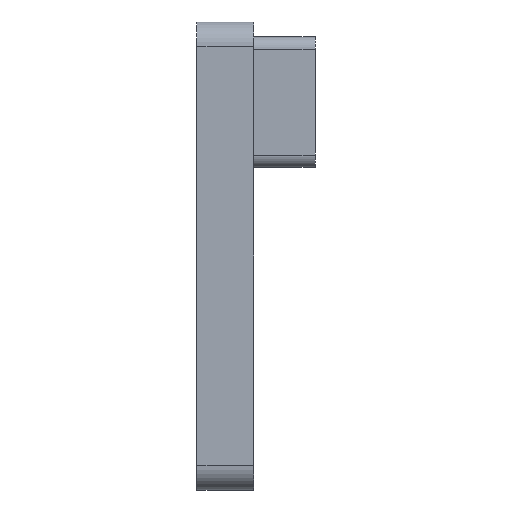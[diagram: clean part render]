
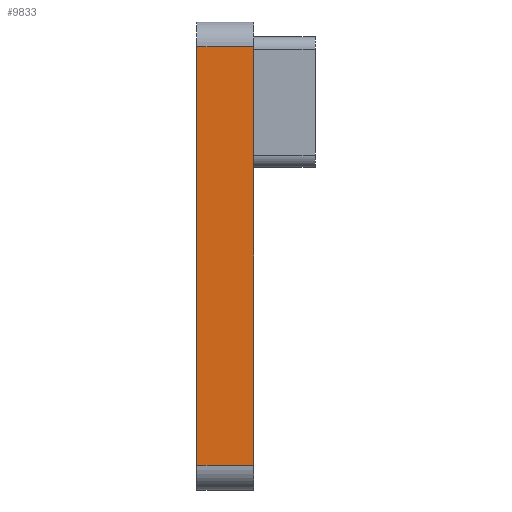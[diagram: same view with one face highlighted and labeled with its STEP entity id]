
A CAD part, front view. The second image highlights one B-rep face of the part: STEP entity #9833.
In plain terms, the highlighted planar face has unit normal (0, -1, 0).
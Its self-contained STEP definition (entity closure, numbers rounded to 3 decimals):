
#2430 = LINE ( 'NONE', #11294, #15534 ) ;
#2740 = VECTOR ( 'NONE', #2792, 1000. ) ;
#2792 = DIRECTION ( 'NONE',  ( -1., 0., 0. ) ) ;
#3083 = DIRECTION ( 'NONE',  ( 0., 0., -1. ) ) ;
#3344 = CARTESIAN_POINT ( 'NONE',  ( 1.15, -15.5, 8.5 ) ) ;
#3567 = VECTOR ( 'NONE', #3083, 1000. ) ;
#3658 = EDGE_CURVE ( 'NONE', #15983, #15273, #10738, .T. ) ;
#4910 = CARTESIAN_POINT ( 'NONE',  ( 1.15, -15.5, 8.5 ) ) ;
#5985 = ORIENTED_EDGE ( 'NONE', *, *, #18645, .T. ) ;
#6431 = EDGE_LOOP ( 'NONE', ( #5985, #10261, #19111, #8133 ) ) ;
#8087 = DIRECTION ( 'NONE',  ( 0., 0., 1. ) ) ;
#8133 = ORIENTED_EDGE ( 'NONE', *, *, #20534, .T. ) ;
#8233 = DIRECTION ( 'NONE',  ( -1., 0., 0. ) ) ;
#9833 = ADVANCED_FACE ( 'NONE', ( #15219 ), #19709, .F. ) ;
#10261 = ORIENTED_EDGE ( 'NONE', *, *, #16272, .F. ) ;
#10738 = LINE ( 'NONE', #14648, #3567 ) ;
#11294 = CARTESIAN_POINT ( 'NONE',  ( -1.15, -15.5, 8.5 ) ) ;
#11459 = CARTESIAN_POINT ( 'NONE',  ( -1.15, -15.5, 8.5 ) ) ;
#11640 = LINE ( 'NONE', #14772, #12416 ) ;
#11715 = CARTESIAN_POINT ( 'NONE',  ( -1.15, -15.5, -8.5 ) ) ;
#12122 = CARTESIAN_POINT ( 'NONE',  ( 1.15, -15.5, -8.5 ) ) ;
#12416 = VECTOR ( 'NONE', #8233, 1000. ) ;
#12652 = CARTESIAN_POINT ( 'NONE',  ( 1.15, -15.5, -8.5 ) ) ;
#14648 = CARTESIAN_POINT ( 'NONE',  ( 1.15, -15.5, 8.5 ) ) ;
#14772 = CARTESIAN_POINT ( 'NONE',  ( 1.15, -15.5, 8.5 ) ) ;
#14827 = DIRECTION ( 'NONE',  ( 0., 1., 0. ) ) ;
#15219 = FACE_OUTER_BOUND ( 'NONE', #6431, .T. ) ;
#15273 = VERTEX_POINT ( 'NONE', #12122 ) ;
#15534 = VECTOR ( 'NONE', #19685, 1000. ) ;
#15861 = LINE ( 'NONE', #12652, #2740 ) ;
#15983 = VERTEX_POINT ( 'NONE', #4910 ) ;
#16272 = EDGE_CURVE ( 'NONE', #15273, #18795, #15861, .T. ) ;
#16358 = AXIS2_PLACEMENT_3D ( 'NONE', #3344, #14827, #8087 ) ;
#18645 = EDGE_CURVE ( 'NONE', #20174, #18795, #2430, .T. ) ;
#18795 = VERTEX_POINT ( 'NONE', #11715 ) ;
#19111 = ORIENTED_EDGE ( 'NONE', *, *, #3658, .F. ) ;
#19685 = DIRECTION ( 'NONE',  ( 0., 0., -1. ) ) ;
#19709 = PLANE ( 'NONE',  #16358 ) ;
#20174 = VERTEX_POINT ( 'NONE', #11459 ) ;
#20534 = EDGE_CURVE ( 'NONE', #15983, #20174, #11640, .T. ) ;
